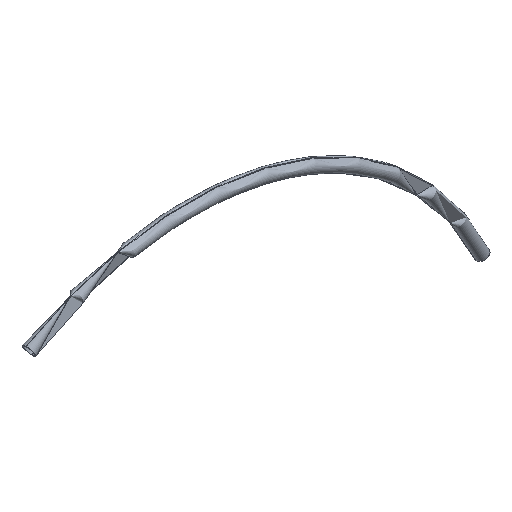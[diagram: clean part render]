
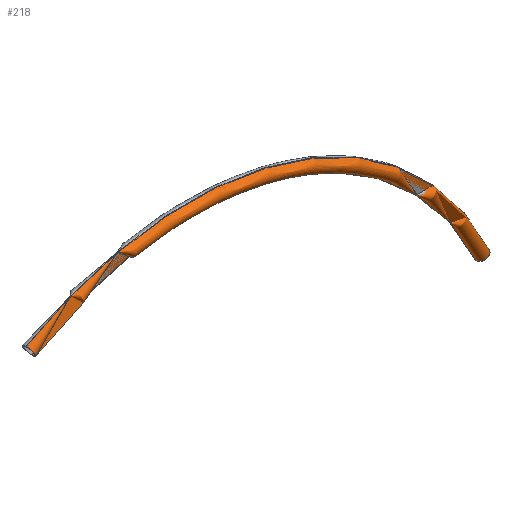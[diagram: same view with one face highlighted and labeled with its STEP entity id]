
A CAD part, isometric view. The second image highlights one B-rep face of the part: STEP entity #218.
In plain terms, the highlighted toroidal (fillet/blend) face has major radius 1250 mm and minor radius 24.15 mm.
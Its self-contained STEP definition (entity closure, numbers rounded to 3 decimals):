
#17 = DIRECTION ( 'NONE',  ( -0.5, 0., 0.866 ) ) ;
#19 = DIRECTION ( 'NONE',  ( 0., -1., 0. ) ) ;
#28 = EDGE_CURVE ( 'NONE', #47, #53, #59, .T. ) ;
#32 = EDGE_CURVE ( 'NONE', #232, #99, #52, .T. ) ;
#34 = CARTESIAN_POINT ( 'NONE',  ( 1110.997, 0., 518.067 ) ) ;
#47 = VERTEX_POINT ( 'NONE', #34 ) ;
#50 = CARTESIAN_POINT ( 'NONE',  ( -612.925, 0., 1061.617 ) ) ;
#52 = CIRCLE ( 'NONE', #133, 1274.15 ) ;
#53 = VERTEX_POINT ( 'NONE', #50 ) ;
#59 = CIRCLE ( 'NONE', #67, 1225.85 ) ;
#60 = FACE_OUTER_BOUND ( 'NONE', #129, .T. ) ;
#64 = AXIS2_PLACEMENT_3D ( 'NONE', #251, #194, #17 ) ;
#67 = AXIS2_PLACEMENT_3D ( 'NONE', #93, #19, #217 ) ;
#72 = EDGE_CURVE ( 'NONE', #53, #99, #73, .T. ) ;
#73 = CIRCLE ( 'NONE', #64, 24.15 ) ;
#75 = DIRECTION ( 'NONE',  ( 0., -1., 0. ) ) ;
#89 = ORIENTED_EDGE ( 'NONE', *, *, #72, .F. ) ;
#93 = CARTESIAN_POINT ( 'NONE',  ( 0., 0., 0. ) ) ;
#95 = ORIENTED_EDGE ( 'NONE', *, *, #28, .F. ) ;
#99 = VERTEX_POINT ( 'NONE', #130 ) ;
#102 = DIRECTION ( 'NONE',  ( 0.906, 0., 0.423 ) ) ;
#105 = CARTESIAN_POINT ( 'NONE',  ( 1132.885, 0., 528.273 ) ) ;
#111 = CARTESIAN_POINT ( 'NONE',  ( 0., 0., 0. ) ) ;
#117 = AXIS2_PLACEMENT_3D ( 'NONE', #105, #180, #102 ) ;
#129 = EDGE_LOOP ( 'NONE', ( #238, #191, #89, #95 ) ) ;
#130 = CARTESIAN_POINT ( 'NONE',  ( -637.075, 0., 1103.446 ) ) ;
#131 = EDGE_CURVE ( 'NONE', #47, #232, #157, .T. ) ;
#133 = AXIS2_PLACEMENT_3D ( 'NONE', #111, #75, #136 ) ;
#136 = DIRECTION ( 'NONE',  ( 0., 0., -1. ) ) ;
#145 = TOROIDAL_SURFACE ( 'NONE', #220, 1250., 24.15 ) ;
#157 = CIRCLE ( 'NONE', #117, 24.15 ) ;
#159 = CARTESIAN_POINT ( 'NONE',  ( 0., 0., 0. ) ) ;
#180 = DIRECTION ( 'NONE',  ( -0.423, 0., 0.906 ) ) ;
#191 = ORIENTED_EDGE ( 'NONE', *, *, #32, .T. ) ;
#194 = DIRECTION ( 'NONE',  ( -0.866, 0., -0.5 ) ) ;
#200 = DIRECTION ( 'NONE',  ( 0., -1., 0. ) ) ;
#202 = CARTESIAN_POINT ( 'NONE',  ( 1154.772, 0., 538.479 ) ) ;
#207 = DIRECTION ( 'NONE',  ( 0., 0., -1. ) ) ;
#217 = DIRECTION ( 'NONE',  ( 0., 0., -1. ) ) ;
#218 = ADVANCED_FACE ( 'NONE', ( #60 ), #145, .T. ) ;
#220 = AXIS2_PLACEMENT_3D ( 'NONE', #159, #200, #207 ) ;
#232 = VERTEX_POINT ( 'NONE', #202 ) ;
#238 = ORIENTED_EDGE ( 'NONE', *, *, #131, .T. ) ;
#251 = CARTESIAN_POINT ( 'NONE',  ( -625., 0., 1082.532 ) ) ;
